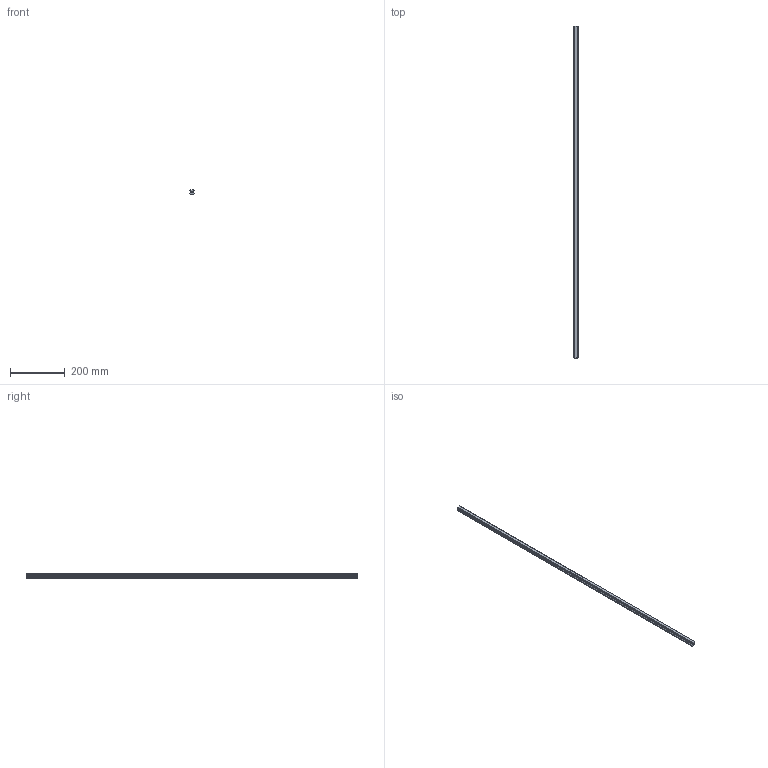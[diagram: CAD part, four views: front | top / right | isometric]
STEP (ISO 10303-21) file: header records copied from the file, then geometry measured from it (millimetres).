
FILE_DESCRIPTION(('STEP AP214'),'1');
FILE_NAME('cctmp_5309760C-F0D3-4D6A-B3BA-777E83B989F3_2021_01_19_14_36_53_0420..stp','2021-01-19T13:36:53',('HIWIN GmbH'),('CADClick - www.CADClick.com'),'Spatial InterOp 3D',' ','unknown authorization');
FILE_SCHEMA(('AUTOMOTIVE_DESIGN'));
Length unit declared in the file: millimetre
Products named in the file (1): HGR15T1210C_FILE
Bounding box: 15 x 1210 x 15 mm (x, y, z)
Volume: 227153.3 mm3; surface area: 76957.4 mm2
Topology: 1 solids, 1 shells, 195 faces, 527 edges, 318 vertices
Faces by surface type: plane 89, cylinder 66, cone 40
Entity records: 7377 total; most frequent: DIRECTION 1011, CARTESIAN_POINT 1001, ORIENTED_EDGE 974, EDGE_CURVE 487, LINE 355, VECTOR 355, AXIS2_PLACEMENT_3D 328, VERTEX_POINT 318
